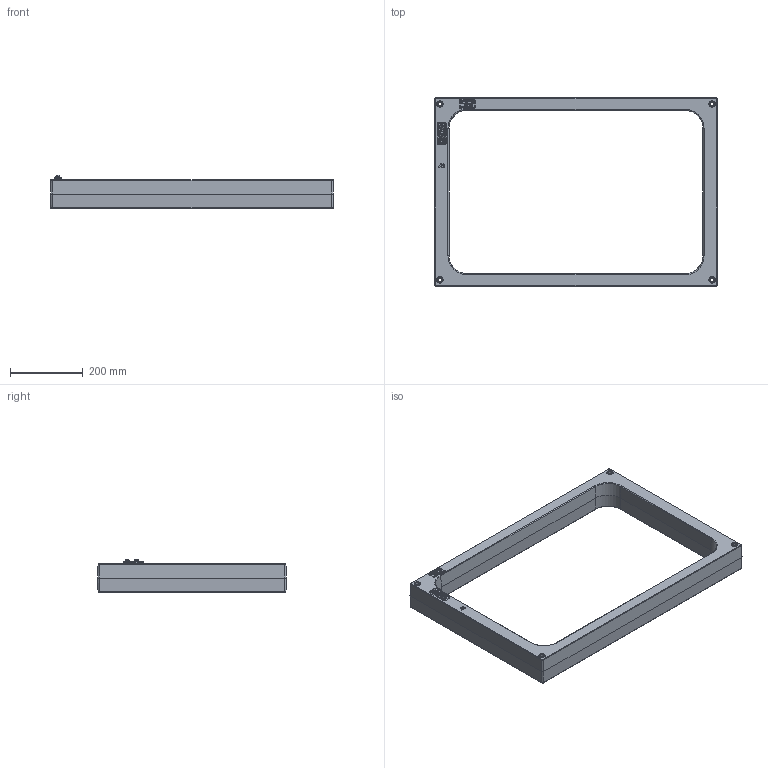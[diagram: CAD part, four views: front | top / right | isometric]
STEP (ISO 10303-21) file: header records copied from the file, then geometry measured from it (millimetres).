
FILE_DESCRIPTION (( 'STEP AP203' ), '1' );
FILE_NAME ('ÒÇËÌ-450õ700.STEP', '2022-07-28T08:52:19', ( '' ), ( '' ), 'SwSTEP 2.0', 'SolidWorks 2010', '' );
FILE_SCHEMA (( 'CONFIG_CONTROL_DESIGN' ));
Products named in the file (18): 5藤.640.277; Êîìïàóíä äëÿ ÒÇËÌ-450õ700; 5ÃÃ.520.170_Äëÿ 6ÃÃ.176.243; 8藤.636.281; ﾋ褊 ﾋﾊ 蓁 5ﾃﾃ.640.277; ﾋ褊 ﾏﾒﾋ 蓁 5ﾃﾃ.520.170; 8ÃÃ.155.303_ÒÇÌ-450õ700; ﾂ頸鶴 5ﾃﾃ.520.170; 砱謽闀鎀闅膼 2 5藤.520.170; 疿岍.714 661.001 (8桋.551.046)_8桋.551.046-01; Òåðìîïîëîòíî äëÿ 5ÃÃ.520.170; Øàéáà ïðóæèííàÿ ÃÎÑÒ 6402-70_Øàéáà 6 ÃÎÑÒ 6402-70; ﾘ琺矜 ﾃﾎﾑﾒ 11371-78_ﾘ琺矜 A.6.019 ﾃﾎﾑﾒ 11371-78; 8ÃÃ.946.045_-02 (ÒÇËÌ-300,450õ590); Âèíò c ïîëóêð-é ãîë.êë.ò.À è Â ÃÎÑÒ 17473-80_Âèíò A.M6x10 ÃÎÑÒ 17473-80; 8ﾃﾃ.866.229_8ﾃﾃ.866.229 (ﾐ頌.1); ÒÇËÌ-450õ700; 6藤.176.243
Assembly tree (86 placements, depth 5):
  ÒÇËÌ-450õ700
    Øàéáà ïðóæèííàÿ ÃÎÑÒ 6402-70_Øàéáà 6 ÃÎÑÒ 6402-70  x2
    Âèíò c ïîëóêð-é ãîë.êë.ò.À è Â ÃÎÑÒ 17473-80_Âèíò A.M6x10 ÃÎÑÒ 17473-80  x2
    ﾘ琺矜 ﾃﾎﾑﾒ 11371-78_ﾘ琺矜 A.6.019 ﾃﾎﾑﾒ 11371-78  x2
    6藤.176.243
      8ÃÃ.946.045_-02 (ÒÇËÌ-300,450õ590)  x4
      5ÃÃ.520.170_Äëÿ 6ÃÃ.176.243
        8ÃÃ.155.303_ÒÇÌ-450õ700  x4
        ﾂ頸鶴 5ﾃﾃ.520.170  x17
        砱謽闀鎀闅膼 2 5藤.520.170  x2
        5藤.640.277
          ﾋ褊 ﾋﾊ 蓁 5ﾃﾃ.640.277  x42
          8藤.636.281
        Òåðìîïîëîòíî äëÿ 5ÃÃ.520.170  x2
        ﾋ褊 ﾏﾒﾋ 蓁 5ﾃﾃ.520.170
        疿岍.714 661.001 (8桋.551.046)_8桋.551.046-01  x2
      Êîìïàóíä äëÿ ÒÇËÌ-450õ700
    8ﾃﾃ.866.229_8ﾃﾃ.866.229 (ﾐ頌.1)
Bounding box: 780 x 520 x 93.52 mm (x, y, z)
Volume: 7468065.2 mm3; surface area: 4069068.5 mm2
Topology: 87 solids, 88 shells, 4733 faces, 12617 edges, 8260 vertices
Faces by surface type: plane 2362, cylinder 1502, bspline 587, torus 204, cone 70, sphere 8
Entity records: 141943 total; most frequent: CARTESIAN_POINT 46683, ORIENTED_EDGE 19916, DIRECTION 17579, EDGE_CURVE 9958, VERTEX_POINT 6564, LINE 6271, VECTOR 6271, AXIS2_PLACEMENT_3D 5654
